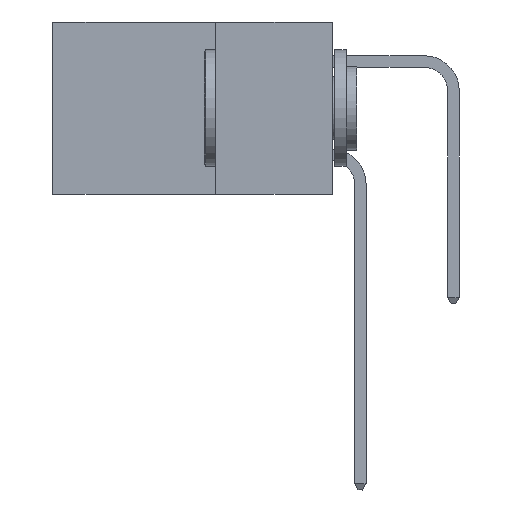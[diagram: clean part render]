
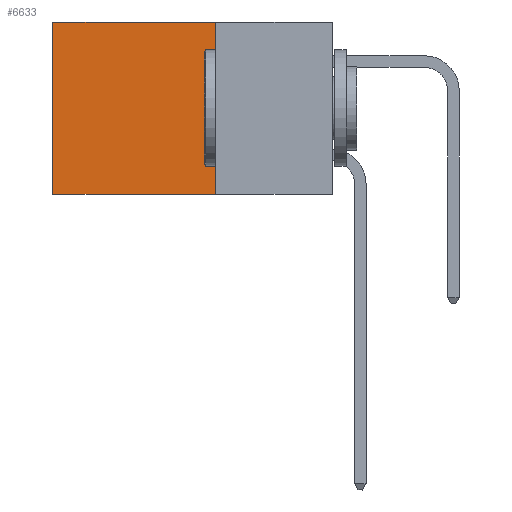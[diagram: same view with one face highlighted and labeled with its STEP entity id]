
A CAD part, left-side view. The second image highlights one B-rep face of the part: STEP entity #6633.
In plain terms, the highlighted planar face has unit normal (-1, 0, 0).
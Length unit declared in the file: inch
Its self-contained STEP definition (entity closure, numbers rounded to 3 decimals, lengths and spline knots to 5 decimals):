
#1198 = VERTEX_POINT ( 'NONE', #9919 ) ;
#2032 = VERTEX_POINT ( 'NONE', #6889 ) ;
#3531 = DIRECTION ( 'NONE',  ( 0., 0., -1. ) ) ;
#6607 = PLANE ( 'NONE',  #30245 ) ;
#6633 = ADVANCED_FACE ( 'NONE', ( #25921 ), #6607, .F. ) ;
#6889 = CARTESIAN_POINT ( 'NONE',  ( 0.298, 0.25, -0.37 ) ) ;
#9919 = CARTESIAN_POINT ( 'NONE',  ( 0.298, 0.25, 0. ) ) ;
#9942 = VECTOR ( 'NONE', #3531, 39.37008 ) ;
#10781 = EDGE_CURVE ( 'NONE', #2032, #22324, #29901, .T. ) ;
#11738 = ORIENTED_EDGE ( 'NONE', *, *, #12755, .T. ) ;
#12135 = EDGE_CURVE ( 'NONE', #1198, #2032, #15479, .T. ) ;
#12485 = EDGE_CURVE ( 'NONE', #20562, #22324, #18002, .T. ) ;
#12755 = EDGE_CURVE ( 'NONE', #1198, #20562, #23861, .T. ) ;
#13130 = ORIENTED_EDGE ( 'NONE', *, *, #12485, .T. ) ;
#13132 = CARTESIAN_POINT ( 'NONE',  ( 0.298, 0.25, 0. ) ) ;
#14161 = CARTESIAN_POINT ( 'NONE',  ( 0.298, 0.6, 0. ) ) ;
#15479 = LINE ( 'NONE', #13132, #28978 ) ;
#15578 = VECTOR ( 'NONE', #22478, 39.37008 ) ;
#17146 = CARTESIAN_POINT ( 'NONE',  ( 0.298, 0.6, 0. ) ) ;
#18002 = LINE ( 'NONE', #17146, #9942 ) ;
#18179 = CARTESIAN_POINT ( 'NONE',  ( 0.298, 0.25, 0. ) ) ;
#18664 = EDGE_LOOP ( 'NONE', ( #13130, #31481, #28183, #11738 ) ) ;
#19803 = CARTESIAN_POINT ( 'NONE',  ( 0.298, 0.25, -0.37 ) ) ;
#20562 = VERTEX_POINT ( 'NONE', #14161 ) ;
#21352 = DIRECTION ( 'NONE',  ( 0., 0., -1. ) ) ;
#22324 = VERTEX_POINT ( 'NONE', #29642 ) ;
#22478 = DIRECTION ( 'NONE',  ( 0., 1., 0. ) ) ;
#22491 = DIRECTION ( 'NONE',  ( 1., 0., 0. ) ) ;
#23861 = LINE ( 'NONE', #31522, #24709 ) ;
#24709 = VECTOR ( 'NONE', #31634, 39.37008 ) ;
#25921 = FACE_OUTER_BOUND ( 'NONE', #18664, .T. ) ;
#28183 = ORIENTED_EDGE ( 'NONE', *, *, #12135, .F. ) ;
#28978 = VECTOR ( 'NONE', #29299, 39.37008 ) ;
#29299 = DIRECTION ( 'NONE',  ( 0., 0., -1. ) ) ;
#29642 = CARTESIAN_POINT ( 'NONE',  ( 0.298, 0.6, -0.37 ) ) ;
#29901 = LINE ( 'NONE', #19803, #15578 ) ;
#30245 = AXIS2_PLACEMENT_3D ( 'NONE', #18179, #22491, #21352 ) ;
#31481 = ORIENTED_EDGE ( 'NONE', *, *, #10781, .F. ) ;
#31522 = CARTESIAN_POINT ( 'NONE',  ( 0.298, 0.25, 0. ) ) ;
#31634 = DIRECTION ( 'NONE',  ( 0., 1., 0. ) ) ;
